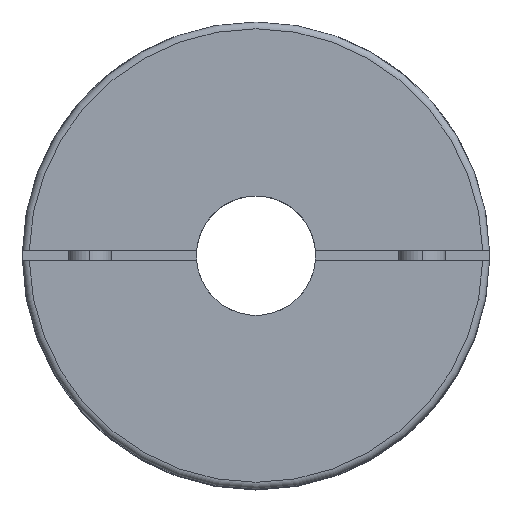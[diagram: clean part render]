
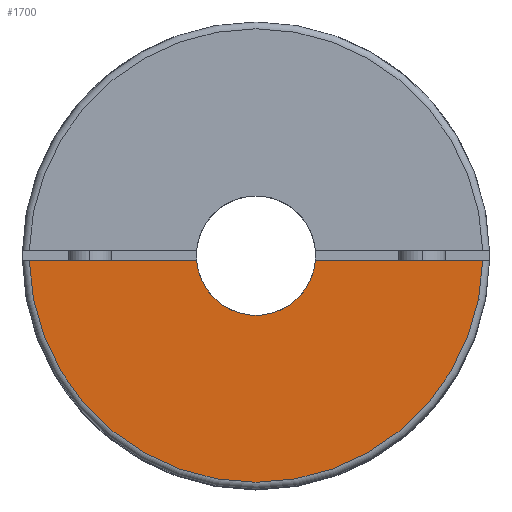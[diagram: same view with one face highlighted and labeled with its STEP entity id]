
A CAD part, top view. The second image highlights one B-rep face of the part: STEP entity #1700.
In plain terms, the highlighted planar face has unit normal (0, 0, 1).
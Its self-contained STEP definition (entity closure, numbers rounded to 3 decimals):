
#324 = CARTESIAN_POINT ( 'NONE',  ( 6.974, -0.6, 0. ) ) ;
#398 = PLANE ( 'NONE',  #4406 ) ;
#529 = CARTESIAN_POINT ( 'NONE',  ( -27.4, -0.6, 0. ) ) ;
#853 = EDGE_CURVE ( 'NONE', #4346, #5380, #932, .T. ) ;
#932 = CIRCLE ( 'NONE', #3566, 7. ) ;
#1040 = VERTEX_POINT ( 'NONE', #3621 ) ;
#1267 = CIRCLE ( 'NONE', #3709, 26.6 ) ;
#1284 = DIRECTION ( 'NONE',  ( 1., 0., 0. ) ) ;
#1360 = DIRECTION ( 'NONE',  ( 0., 0., -1. ) ) ;
#1411 = ORIENTED_EDGE ( 'NONE', *, *, #4185, .F. ) ;
#1462 = ORIENTED_EDGE ( 'NONE', *, *, #853, .T. ) ;
#1700 = ADVANCED_FACE ( 'NONE', ( #4287 ), #398, .T. ) ;
#1830 = EDGE_CURVE ( 'NONE', #4346, #1040, #3165, .T. ) ;
#2210 = CARTESIAN_POINT ( 'NONE',  ( 0., 0., 0. ) ) ;
#2237 = DIRECTION ( 'NONE',  ( -1., 0., 0. ) ) ;
#2331 = ORIENTED_EDGE ( 'NONE', *, *, #5440, .F. ) ;
#2843 = CARTESIAN_POINT ( 'NONE',  ( -6.974, -0.6, 0. ) ) ;
#2977 = DIRECTION ( 'NONE',  ( 1., 0., 0. ) ) ;
#3165 = LINE ( 'NONE', #529, #4678 ) ;
#3438 = DIRECTION ( 'NONE',  ( 0., 0., 1. ) ) ;
#3566 = AXIS2_PLACEMENT_3D ( 'NONE', #2210, #1360, #2237 ) ;
#3621 = CARTESIAN_POINT ( 'NONE',  ( 26.593, -0.6, 0. ) ) ;
#3709 = AXIS2_PLACEMENT_3D ( 'NONE', #4639, #3783, #4670 ) ;
#3719 = VECTOR ( 'NONE', #2977, 1000. ) ;
#3783 = DIRECTION ( 'NONE',  ( 0., 0., -1. ) ) ;
#3805 = CARTESIAN_POINT ( 'NONE',  ( -27.4, -0.6, 0. ) ) ;
#3861 = CARTESIAN_POINT ( 'NONE',  ( 0., 26.6, 0. ) ) ;
#4185 = EDGE_CURVE ( 'NONE', #1040, #5258, #1267, .T. ) ;
#4202 = LINE ( 'NONE', #3805, #3719 ) ;
#4287 = FACE_OUTER_BOUND ( 'NONE', #5212, .T. ) ;
#4346 = VERTEX_POINT ( 'NONE', #324 ) ;
#4406 = AXIS2_PLACEMENT_3D ( 'NONE', #3861, #3438, #1284 ) ;
#4639 = CARTESIAN_POINT ( 'NONE',  ( 0., 0., 0. ) ) ;
#4670 = DIRECTION ( 'NONE',  ( -1., 0., 0. ) ) ;
#4678 = VECTOR ( 'NONE', #4818, 1000. ) ;
#4721 = ORIENTED_EDGE ( 'NONE', *, *, #1830, .F. ) ;
#4818 = DIRECTION ( 'NONE',  ( 1., 0., 0. ) ) ;
#4893 = CARTESIAN_POINT ( 'NONE',  ( -26.593, -0.6, 0. ) ) ;
#5212 = EDGE_LOOP ( 'NONE', ( #2331, #1411, #4721, #1462 ) ) ;
#5258 = VERTEX_POINT ( 'NONE', #4893 ) ;
#5380 = VERTEX_POINT ( 'NONE', #2843 ) ;
#5440 = EDGE_CURVE ( 'NONE', #5258, #5380, #4202, .T. ) ;
